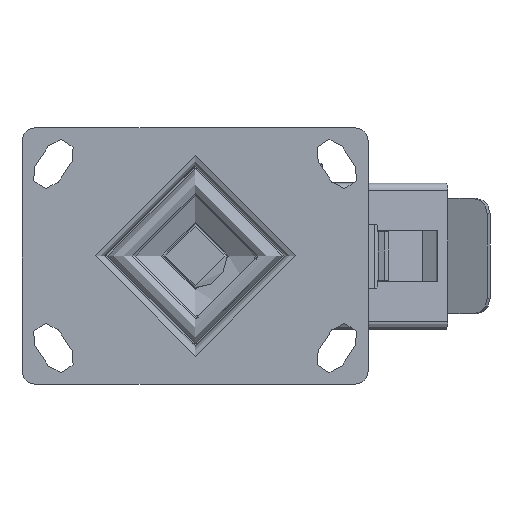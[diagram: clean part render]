
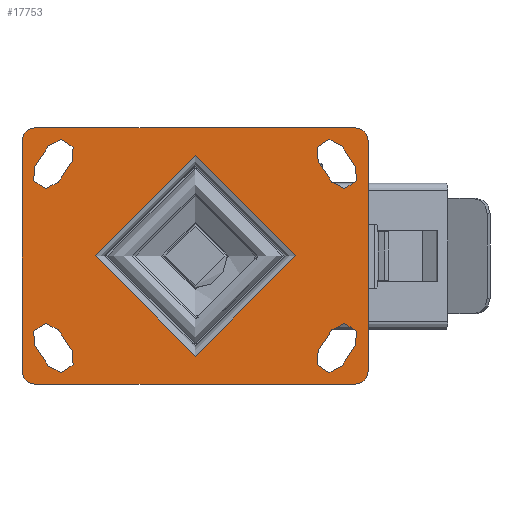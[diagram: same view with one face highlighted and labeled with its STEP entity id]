
A CAD part, top view. The second image highlights one B-rep face of the part: STEP entity #17753.
In plain terms, the highlighted planar face has unit normal (0, 0, 1).
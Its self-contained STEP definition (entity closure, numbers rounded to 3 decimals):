
#1515=FACE_BOUND('',#5816,.T.);
#1516=FACE_BOUND('',#5817,.T.);
#1517=FACE_BOUND('',#5818,.T.);
#1518=FACE_BOUND('',#5819,.T.);
#1519=FACE_BOUND('',#5820,.T.);
#1677=PLANE('',#19281);
#2273=LINE('',#25958,#3411);
#2275=LINE('',#25961,#3413);
#2277=LINE('',#25964,#3415);
#2279=LINE('',#25967,#3417);
#2281=LINE('',#25970,#3419);
#2283=LINE('',#25973,#3421);
#2285=LINE('',#25976,#3423);
#2287=LINE('',#25979,#3425);
#2288=LINE('',#25981,#3426);
#2290=LINE('',#25984,#3428);
#2291=LINE('',#25985,#3429);
#2292=LINE('',#25986,#3430);
#3411=VECTOR('',#21294,1000.);
#3413=VECTOR('',#21298,1000.);
#3415=VECTOR('',#21302,1000.);
#3417=VECTOR('',#21306,1000.);
#3419=VECTOR('',#21310,1000.);
#3421=VECTOR('',#21314,1000.);
#3423=VECTOR('',#21318,1000.);
#3425=VECTOR('',#21322,1000.);
#3426=VECTOR('',#21325,1000.);
#3428=VECTOR('',#21329,1000.);
#3429=VECTOR('',#21330,1000.);
#3430=VECTOR('',#21331,1000.);
#4704=FACE_OUTER_BOUND('',#5815,.T.);
#5815=EDGE_LOOP('',(#12543,#12544,#12545,#12546,#12547,#12548,#12549,#12550));
#5816=EDGE_LOOP('',(#12551,#12552,#12553,#12554));
#5817=EDGE_LOOP('',(#12555,#12556,#12557,#12558));
#5818=EDGE_LOOP('',(#12559,#12560,#12561,#12562));
#5819=EDGE_LOOP('',(#12563,#12564,#12565,#12566));
#5820=EDGE_LOOP('',(#12567));
#7053=CIRCLE('',#19100,39.);
#7166=CIRCLE('',#19237,5.);
#7168=CIRCLE('',#19240,5.);
#7170=CIRCLE('',#19243,5.);
#7172=CIRCLE('',#19246,5.);
#7175=CIRCLE('',#19250,5.5);
#7176=CIRCLE('',#19252,5.5);
#7179=CIRCLE('',#19256,5.5);
#7180=CIRCLE('',#19258,5.5);
#7183=CIRCLE('',#19262,5.5);
#7184=CIRCLE('',#19264,5.5);
#7187=CIRCLE('',#19268,5.5);
#7188=CIRCLE('',#19270,5.5);
#7827=VERTEX_POINT('',#25491);
#7994=VERTEX_POINT('',#25849);
#7995=VERTEX_POINT('',#25850);
#7998=VERTEX_POINT('',#25858);
#7999=VERTEX_POINT('',#25859);
#8002=VERTEX_POINT('',#25867);
#8003=VERTEX_POINT('',#25868);
#8006=VERTEX_POINT('',#25876);
#8007=VERTEX_POINT('',#25877);
#8012=VERTEX_POINT('',#25888);
#8013=VERTEX_POINT('',#25890);
#8014=VERTEX_POINT('',#25894);
#8015=VERTEX_POINT('',#25895);
#8020=VERTEX_POINT('',#25906);
#8021=VERTEX_POINT('',#25908);
#8022=VERTEX_POINT('',#25912);
#8023=VERTEX_POINT('',#25913);
#8028=VERTEX_POINT('',#25924);
#8029=VERTEX_POINT('',#25926);
#8030=VERTEX_POINT('',#25930);
#8031=VERTEX_POINT('',#25931);
#8036=VERTEX_POINT('',#25942);
#8037=VERTEX_POINT('',#25944);
#8038=VERTEX_POINT('',#25948);
#8039=VERTEX_POINT('',#25949);
#9553=EDGE_CURVE('',#7827,#7827,#7053,.T.);
#9732=EDGE_CURVE('',#7994,#7995,#7166,.T.);
#9736=EDGE_CURVE('',#7998,#7999,#7168,.T.);
#9740=EDGE_CURVE('',#8002,#8003,#7170,.T.);
#9744=EDGE_CURVE('',#8006,#8007,#7172,.T.);
#9750=EDGE_CURVE('',#8013,#8012,#7175,.T.);
#9752=EDGE_CURVE('',#8014,#8015,#7176,.T.);
#9758=EDGE_CURVE('',#8021,#8020,#7179,.T.);
#9760=EDGE_CURVE('',#8022,#8023,#7180,.T.);
#9766=EDGE_CURVE('',#8029,#8028,#7183,.T.);
#9768=EDGE_CURVE('',#8030,#8031,#7184,.T.);
#9774=EDGE_CURVE('',#8037,#8036,#7187,.T.);
#9776=EDGE_CURVE('',#8038,#8039,#7188,.T.);
#9781=EDGE_CURVE('',#8036,#8038,#2273,.T.);
#9783=EDGE_CURVE('',#8039,#8037,#2275,.T.);
#9785=EDGE_CURVE('',#8028,#8030,#2277,.T.);
#9787=EDGE_CURVE('',#8031,#8029,#2279,.T.);
#9789=EDGE_CURVE('',#8020,#8022,#2281,.T.);
#9791=EDGE_CURVE('',#8023,#8021,#2283,.T.);
#9793=EDGE_CURVE('',#8012,#8014,#2285,.T.);
#9795=EDGE_CURVE('',#8015,#8013,#2287,.T.);
#9796=EDGE_CURVE('',#8007,#7994,#2288,.T.);
#9798=EDGE_CURVE('',#8003,#8006,#2290,.T.);
#9799=EDGE_CURVE('',#7999,#8002,#2291,.T.);
#9800=EDGE_CURVE('',#7995,#7998,#2292,.T.);
#12543=ORIENTED_EDGE('',*,*,#9744,.F.);
#12544=ORIENTED_EDGE('',*,*,#9798,.F.);
#12545=ORIENTED_EDGE('',*,*,#9740,.F.);
#12546=ORIENTED_EDGE('',*,*,#9799,.F.);
#12547=ORIENTED_EDGE('',*,*,#9736,.F.);
#12548=ORIENTED_EDGE('',*,*,#9800,.F.);
#12549=ORIENTED_EDGE('',*,*,#9732,.F.);
#12550=ORIENTED_EDGE('',*,*,#9796,.F.);
#12551=ORIENTED_EDGE('',*,*,#9774,.T.);
#12552=ORIENTED_EDGE('',*,*,#9781,.T.);
#12553=ORIENTED_EDGE('',*,*,#9776,.T.);
#12554=ORIENTED_EDGE('',*,*,#9783,.T.);
#12555=ORIENTED_EDGE('',*,*,#9766,.T.);
#12556=ORIENTED_EDGE('',*,*,#9785,.T.);
#12557=ORIENTED_EDGE('',*,*,#9768,.T.);
#12558=ORIENTED_EDGE('',*,*,#9787,.T.);
#12559=ORIENTED_EDGE('',*,*,#9758,.T.);
#12560=ORIENTED_EDGE('',*,*,#9789,.T.);
#12561=ORIENTED_EDGE('',*,*,#9760,.T.);
#12562=ORIENTED_EDGE('',*,*,#9791,.T.);
#12563=ORIENTED_EDGE('',*,*,#9750,.T.);
#12564=ORIENTED_EDGE('',*,*,#9793,.T.);
#12565=ORIENTED_EDGE('',*,*,#9752,.T.);
#12566=ORIENTED_EDGE('',*,*,#9795,.T.);
#12567=ORIENTED_EDGE('',*,*,#9553,.F.);
#17753=ADVANCED_FACE('',(#4704,#1515,#1516,#1517,#1518,#1519),#1677,.T.);
#19100=AXIS2_PLACEMENT_3D('',#25492,#20869,#20870);
#19237=AXIS2_PLACEMENT_3D('',#25851,#21197,#21198);
#19240=AXIS2_PLACEMENT_3D('',#25860,#21205,#21206);
#19243=AXIS2_PLACEMENT_3D('',#25869,#21213,#21214);
#19246=AXIS2_PLACEMENT_3D('',#25878,#21221,#21222);
#19250=AXIS2_PLACEMENT_3D('',#25891,#21232,#21233);
#19252=AXIS2_PLACEMENT_3D('',#25896,#21237,#21238);
#19256=AXIS2_PLACEMENT_3D('',#25909,#21248,#21249);
#19258=AXIS2_PLACEMENT_3D('',#25914,#21253,#21254);
#19262=AXIS2_PLACEMENT_3D('',#25927,#21264,#21265);
#19264=AXIS2_PLACEMENT_3D('',#25932,#21269,#21270);
#19268=AXIS2_PLACEMENT_3D('',#25945,#21280,#21281);
#19270=AXIS2_PLACEMENT_3D('',#25950,#21285,#21286);
#19281=AXIS2_PLACEMENT_3D('',#25983,#21327,#21328);
#20869=DIRECTION('center_axis',(0.,0.,1.));
#20870=DIRECTION('ref_axis',(0.,-1.,0.));
#21197=DIRECTION('center_axis',(0.,0.,-1.));
#21198=DIRECTION('ref_axis',(0.707,0.707,0.));
#21205=DIRECTION('center_axis',(0.,0.,-1.));
#21206=DIRECTION('ref_axis',(0.707,-0.707,0.));
#21213=DIRECTION('center_axis',(0.,0.,-1.));
#21214=DIRECTION('ref_axis',(-0.707,-0.707,0.));
#21221=DIRECTION('center_axis',(0.,0.,-1.));
#21222=DIRECTION('ref_axis',(-0.707,0.707,0.));
#21232=DIRECTION('center_axis',(0.,0.,-1.));
#21233=DIRECTION('ref_axis',(-1.,0.,0.));
#21237=DIRECTION('center_axis',(0.,0.,-1.));
#21238=DIRECTION('ref_axis',(-1.,0.,0.));
#21248=DIRECTION('center_axis',(0.,0.,-1.));
#21249=DIRECTION('ref_axis',(1.,0.,0.));
#21253=DIRECTION('center_axis',(0.,0.,-1.));
#21254=DIRECTION('ref_axis',(1.,0.,0.));
#21264=DIRECTION('center_axis',(0.,0.,-1.));
#21265=DIRECTION('ref_axis',(1.,0.,0.));
#21269=DIRECTION('center_axis',(0.,0.,-1.));
#21270=DIRECTION('ref_axis',(1.,0.,0.));
#21280=DIRECTION('center_axis',(0.,0.,-1.));
#21281=DIRECTION('ref_axis',(-1.,0.,0.));
#21285=DIRECTION('center_axis',(0.,0.,-1.));
#21286=DIRECTION('ref_axis',(-1.,0.,0.));
#21294=DIRECTION('',(0.555,0.832,0.));
#21298=DIRECTION('',(-0.555,-0.832,0.));
#21302=DIRECTION('',(-0.555,0.832,0.));
#21306=DIRECTION('',(0.555,-0.832,0.));
#21310=DIRECTION('',(-0.555,-0.832,0.));
#21314=DIRECTION('',(0.555,0.832,0.));
#21318=DIRECTION('',(0.555,-0.832,0.));
#21322=DIRECTION('',(-0.555,0.832,0.));
#21325=DIRECTION('',(1.,0.,0.));
#21327=DIRECTION('center_axis',(0.,0.,1.));
#21328=DIRECTION('ref_axis',(1.,0.,0.));
#21329=DIRECTION('',(0.,1.,0.));
#21330=DIRECTION('',(-1.,0.,0.));
#21331=DIRECTION('',(0.,-1.,0.));
#25491=CARTESIAN_POINT('',(39.,0.,0.));
#25492=CARTESIAN_POINT('Origin',(0.,0.,0.));
#25849=CARTESIAN_POINT('',(62.5,50.,0.));
#25850=CARTESIAN_POINT('',(67.5,45.,0.));
#25851=CARTESIAN_POINT('Origin',(62.5,45.,0.));
#25858=CARTESIAN_POINT('',(67.5,-45.,0.));
#25859=CARTESIAN_POINT('',(62.5,-50.,0.));
#25860=CARTESIAN_POINT('Origin',(62.5,-45.,0.));
#25867=CARTESIAN_POINT('',(-62.5,-50.,0.));
#25868=CARTESIAN_POINT('',(-67.5,-45.,0.));
#25869=CARTESIAN_POINT('Origin',(-62.5,-45.,0.));
#25876=CARTESIAN_POINT('',(-67.5,45.,0.));
#25877=CARTESIAN_POINT('',(-62.5,50.,0.));
#25878=CARTESIAN_POINT('Origin',(-62.5,45.,0.));
#25888=CARTESIAN_POINT('',(57.15,42.938,0.));
#25890=CARTESIAN_POINT('',(48.,36.838,0.));
#25891=CARTESIAN_POINT('Origin',(52.5,40.,0.));
#25894=CARTESIAN_POINT('',(62.5,34.912,0.));
#25895=CARTESIAN_POINT('',(53.35,28.812,0.));
#25896=CARTESIAN_POINT('Origin',(58.,31.75,0.));
#25906=CARTESIAN_POINT('',(-48.,36.838,0.));
#25908=CARTESIAN_POINT('',(-57.15,42.938,0.));
#25909=CARTESIAN_POINT('Origin',(-52.5,40.,0.));
#25912=CARTESIAN_POINT('',(-53.35,28.812,0.));
#25913=CARTESIAN_POINT('',(-62.5,34.912,0.));
#25914=CARTESIAN_POINT('Origin',(-58.,31.75,0.));
#25924=CARTESIAN_POINT('',(-57.15,-42.938,0.));
#25926=CARTESIAN_POINT('',(-48.,-36.838,0.));
#25927=CARTESIAN_POINT('Origin',(-52.5,-40.,0.));
#25930=CARTESIAN_POINT('',(-62.5,-34.912,0.));
#25931=CARTESIAN_POINT('',(-53.35,-28.812,0.));
#25932=CARTESIAN_POINT('Origin',(-58.,-31.75,0.));
#25942=CARTESIAN_POINT('',(48.,-36.838,0.));
#25944=CARTESIAN_POINT('',(57.15,-42.938,0.));
#25945=CARTESIAN_POINT('Origin',(52.5,-40.,0.));
#25948=CARTESIAN_POINT('',(53.35,-28.812,0.));
#25949=CARTESIAN_POINT('',(62.5,-34.912,0.));
#25950=CARTESIAN_POINT('Origin',(58.,-31.75,0.));
#25958=CARTESIAN_POINT('',(50.454,-33.157,0.));
#25961=CARTESIAN_POINT('',(59.604,-39.257,0.));
#25964=CARTESIAN_POINT('',(-59.604,-39.257,0.));
#25967=CARTESIAN_POINT('',(-50.454,-33.157,0.));
#25970=CARTESIAN_POINT('',(-50.454,33.157,0.));
#25973=CARTESIAN_POINT('',(-59.604,39.257,0.));
#25976=CARTESIAN_POINT('',(59.604,39.257,0.));
#25979=CARTESIAN_POINT('',(50.454,33.157,0.));
#25981=CARTESIAN_POINT('',(0.,50.,0.));
#25983=CARTESIAN_POINT('Origin',(0.,0.,0.));
#25984=CARTESIAN_POINT('',(-67.5,0.,0.));
#25985=CARTESIAN_POINT('',(0.,-50.,0.));
#25986=CARTESIAN_POINT('',(67.5,0.,0.));
